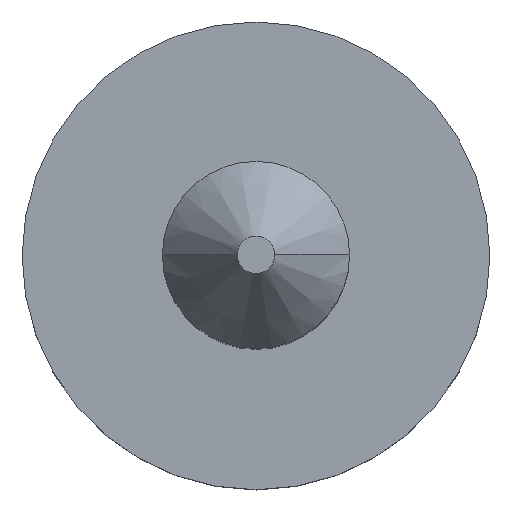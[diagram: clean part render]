
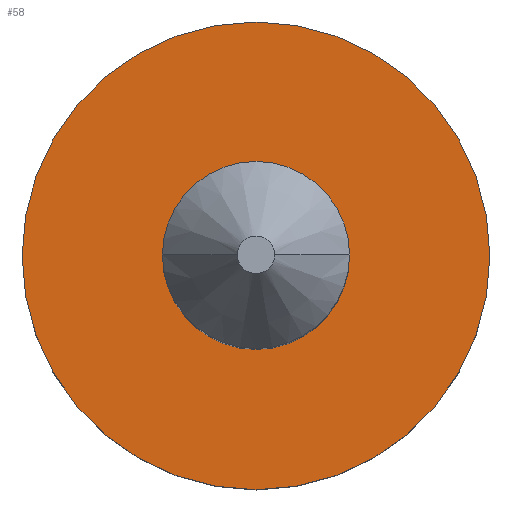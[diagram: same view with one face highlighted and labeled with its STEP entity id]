
A CAD part, top view. The second image highlights one B-rep face of the part: STEP entity #58.
In plain terms, the highlighted planar face has unit normal (0, 0, 1).
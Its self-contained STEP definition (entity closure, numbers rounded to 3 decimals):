
#19 = AXIS2_PLACEMENT_3D ( 'NONE', #189, #251, #187 ) ;
#25 = AXIS2_PLACEMENT_3D ( 'NONE', #268, #223, #236 ) ;
#32 = EDGE_CURVE ( 'NONE', #83, #141, #109, .T. ) ;
#33 = EDGE_CURVE ( 'NONE', #145, #84, #111, .T. ) ;
#35 = EDGE_CURVE ( 'NONE', #141, #83, #110, .T. ) ;
#36 = AXIS2_PLACEMENT_3D ( 'NONE', #244, #176, #212 ) ;
#38 = AXIS2_PLACEMENT_3D ( 'NONE', #168, #219, #227 ) ;
#48 = AXIS2_PLACEMENT_3D ( 'NONE', #172, #252, #253 ) ;
#52 = EDGE_CURVE ( 'NONE', #84, #145, #135, .T. ) ;
#58 = ADVANCED_FACE ( 'NONE', ( #150, #107 ), #188, .F. ) ;
#83 = VERTEX_POINT ( 'NONE', #174 ) ;
#84 = VERTEX_POINT ( 'NONE', #204 ) ;
#85 = ORIENTED_EDGE ( 'NONE', *, *, #35, .F. ) ;
#100 = ORIENTED_EDGE ( 'NONE', *, *, #32, .F. ) ;
#107 = FACE_BOUND ( 'NONE', #131, .T. ) ;
#109 = CIRCLE ( 'NONE', #38, 25. ) ;
#110 = CIRCLE ( 'NONE', #36, 25. ) ;
#111 = CIRCLE ( 'NONE', #48, 10. ) ;
#120 = ORIENTED_EDGE ( 'NONE', *, *, #52, .T. ) ;
#131 = EDGE_LOOP ( 'NONE', ( #120, #133 ) ) ;
#133 = ORIENTED_EDGE ( 'NONE', *, *, #33, .T. ) ;
#135 = CIRCLE ( 'NONE', #25, 10. ) ;
#141 = VERTEX_POINT ( 'NONE', #259 ) ;
#145 = VERTEX_POINT ( 'NONE', #169 ) ;
#150 = FACE_OUTER_BOUND ( 'NONE', #161, .T. ) ;
#161 = EDGE_LOOP ( 'NONE', ( #100, #85 ) ) ;
#168 = CARTESIAN_POINT ( 'NONE',  ( 0., 0., 15. ) ) ;
#169 = CARTESIAN_POINT ( 'NONE',  ( 10., 0., 15. ) ) ;
#172 = CARTESIAN_POINT ( 'NONE',  ( 0., 0., 15. ) ) ;
#174 = CARTESIAN_POINT ( 'NONE',  ( -25., 0., 15. ) ) ;
#176 = DIRECTION ( 'NONE',  ( 0., 0., -1. ) ) ;
#187 = DIRECTION ( 'NONE',  ( -1., 0., 0. ) ) ;
#188 = PLANE ( 'NONE',  #19 ) ;
#189 = CARTESIAN_POINT ( 'NONE',  ( 10., 0., 15. ) ) ;
#204 = CARTESIAN_POINT ( 'NONE',  ( -10., 0., 15. ) ) ;
#212 = DIRECTION ( 'NONE',  ( -1., 0., 0. ) ) ;
#219 = DIRECTION ( 'NONE',  ( 0., 0., -1. ) ) ;
#223 = DIRECTION ( 'NONE',  ( 0., 0., -1. ) ) ;
#227 = DIRECTION ( 'NONE',  ( -1., 0., 0. ) ) ;
#236 = DIRECTION ( 'NONE',  ( -1., 0., 0. ) ) ;
#244 = CARTESIAN_POINT ( 'NONE',  ( 0., 0., 15. ) ) ;
#251 = DIRECTION ( 'NONE',  ( 0., 0., -1. ) ) ;
#252 = DIRECTION ( 'NONE',  ( 0., 0., -1. ) ) ;
#253 = DIRECTION ( 'NONE',  ( -1., 0., 0. ) ) ;
#259 = CARTESIAN_POINT ( 'NONE',  ( 25., 0., 15. ) ) ;
#268 = CARTESIAN_POINT ( 'NONE',  ( 0., 0., 15. ) ) ;
